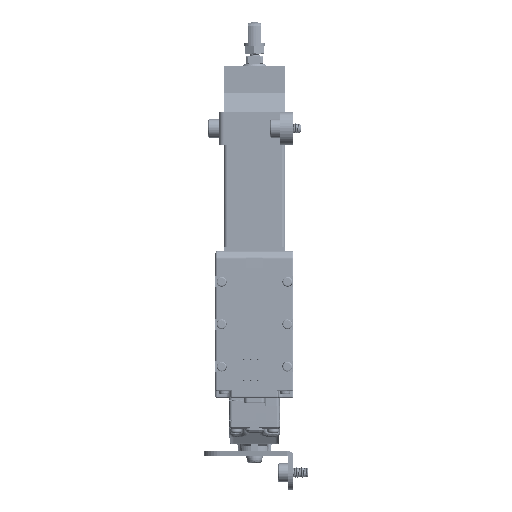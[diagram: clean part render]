
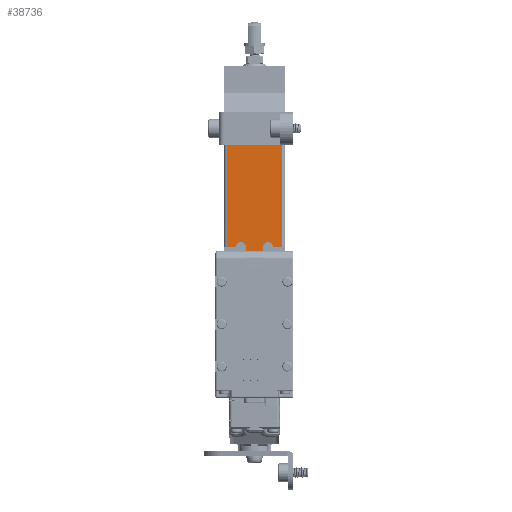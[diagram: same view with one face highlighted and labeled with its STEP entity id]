
A CAD part, front view. The second image highlights one B-rep face of the part: STEP entity #38736.
In plain terms, the highlighted face is planar.
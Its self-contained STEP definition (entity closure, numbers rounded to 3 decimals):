
#485 = VERTEX_POINT ( 'NONE', #32733 ) ;
#733 = VERTEX_POINT ( 'NONE', #29921 ) ;
#905 = EDGE_CURVE ( 'NONE', #103056, #80254, #82933, .T. ) ;
#4541 = EDGE_CURVE ( 'NONE', #54089, #122591, #13066, .T. ) ;
#4687 = EDGE_CURVE ( 'NONE', #122591, #59016, #47514, .T. ) ;
#4749 = LINE ( 'NONE', #55811, #111725 ) ;
#5605 = CARTESIAN_POINT ( 'NONE',  ( 4., 5.5, 91. ) ) ;
#7601 = ORIENTED_EDGE ( 'NONE', *, *, #905, .F. ) ;
#9991 = CARTESIAN_POINT ( 'NONE',  ( 4., 4., 91. ) ) ;
#10243 = DIRECTION ( 'NONE',  ( -1., 0., 0. ) ) ;
#10660 = ORIENTED_EDGE ( 'NONE', *, *, #129304, .T. ) ;
#11526 = CARTESIAN_POINT ( 'NONE',  ( 4., -2.5, 91. ) ) ;
#11777 = CARTESIAN_POINT ( 'NONE',  ( 4., -9., 126.6 ) ) ;
#13066 = LINE ( 'NONE', #11777, #113803 ) ;
#14883 = AXIS2_PLACEMENT_3D ( 'NONE', #77806, #38685, #68524 ) ;
#19186 = EDGE_CURVE ( 'NONE', #97777, #485, #90004, .T. ) ;
#20262 = AXIS2_PLACEMENT_3D ( 'NONE', #23019, #22370, #83348 ) ;
#21471 = CARTESIAN_POINT ( 'NONE',  ( 4., 4., 91. ) ) ;
#21674 = VERTEX_POINT ( 'NONE', #52774 ) ;
#21799 = AXIS2_PLACEMENT_3D ( 'NONE', #9991, #50454, #90846 ) ;
#22370 = DIRECTION ( 'NONE',  ( -1., 0., 0. ) ) ;
#23019 = CARTESIAN_POINT ( 'NONE',  ( 4., -4., 91. ) ) ;
#23292 = CARTESIAN_POINT ( 'NONE',  ( 4., 8., 126.6 ) ) ;
#25758 = AXIS2_PLACEMENT_3D ( 'NONE', #21471, #10243, #30094 ) ;
#29921 = CARTESIAN_POINT ( 'NONE',  ( 4., 2.5, 86.2 ) ) ;
#30094 = DIRECTION ( 'NONE',  ( 0., 0., -1. ) ) ;
#32733 = CARTESIAN_POINT ( 'NONE',  ( 4., 8., 91. ) ) ;
#34549 = DIRECTION ( 'NONE',  ( 0., 0., -1. ) ) ;
#35084 = EDGE_CURVE ( 'NONE', #50966, #54930, #100171, .T. ) ;
#36390 = CARTESIAN_POINT ( 'NONE',  ( 4., -2.5, 86.2 ) ) ;
#37386 = CARTESIAN_POINT ( 'NONE',  ( 4., 4., 92.5 ) ) ;
#38502 = EDGE_CURVE ( 'NONE', #106025, #21674, #75345, .T. ) ;
#38685 = DIRECTION ( 'NONE',  ( -1., 0., 0. ) ) ;
#38736 = ADVANCED_FACE ( 'NONE', ( #40811 ), #100500, .T. ) ;
#40811 = FACE_OUTER_BOUND ( 'NONE', #95812, .T. ) ;
#42240 = CARTESIAN_POINT ( 'NONE',  ( 4., -5.5, 86.2 ) ) ;
#42409 = CIRCLE ( 'NONE', #14883, 1.5 ) ;
#43205 = CARTESIAN_POINT ( 'NONE',  ( 4., -2.5, 90.5 ) ) ;
#45178 = LINE ( 'NONE', #87517, #95093 ) ;
#45960 = ORIENTED_EDGE ( 'NONE', *, *, #96419, .T. ) ;
#46321 = VECTOR ( 'NONE', #63101, 1000. ) ;
#47137 = ORIENTED_EDGE ( 'NONE', *, *, #103558, .T. ) ;
#47514 = LINE ( 'NONE', #66727, #90510 ) ;
#48038 = EDGE_CURVE ( 'NONE', #54930, #97777, #97604, .T. ) ;
#50454 = DIRECTION ( 'NONE',  ( -1., 0., 0. ) ) ;
#50543 = ORIENTED_EDGE ( 'NONE', *, *, #19186, .T. ) ;
#50966 = VERTEX_POINT ( 'NONE', #114659 ) ;
#52774 = CARTESIAN_POINT ( 'NONE',  ( 4., -4., 92.5 ) ) ;
#52899 = VECTOR ( 'NONE', #80064, 1000. ) ;
#54089 = VERTEX_POINT ( 'NONE', #115552 ) ;
#54930 = VERTEX_POINT ( 'NONE', #37386 ) ;
#55811 = CARTESIAN_POINT ( 'NONE',  ( 4., -5.5, 91. ) ) ;
#58112 = DIRECTION ( 'NONE',  ( 0., 0., -1. ) ) ;
#58133 = DIRECTION ( 'NONE',  ( 0., 0., -1. ) ) ;
#59016 = VERTEX_POINT ( 'NONE', #68918 ) ;
#59068 = CARTESIAN_POINT ( 'NONE',  ( 4., -8., 126.6 ) ) ;
#63101 = DIRECTION ( 'NONE',  ( 0., 0., 1. ) ) ;
#64688 = CARTESIAN_POINT ( 'NONE',  ( 4., -5.5, 91. ) ) ;
#66727 = CARTESIAN_POINT ( 'NONE',  ( 4., -8., 44.2 ) ) ;
#68524 = DIRECTION ( 'NONE',  ( 0., 0., -1. ) ) ;
#68918 = CARTESIAN_POINT ( 'NONE',  ( 4., -8., 91. ) ) ;
#73092 = ORIENTED_EDGE ( 'NONE', *, *, #4541, .T. ) ;
#73460 = ORIENTED_EDGE ( 'NONE', *, *, #38502, .T. ) ;
#75345 = CIRCLE ( 'NONE', #20262, 1.5 ) ;
#77806 = CARTESIAN_POINT ( 'NONE',  ( 4., -4., 91. ) ) ;
#79945 = DIRECTION ( 'NONE',  ( 1., 0., 0. ) ) ;
#80064 = DIRECTION ( 'NONE',  ( 0., 1., 0. ) ) ;
#80254 = VERTEX_POINT ( 'NONE', #11526 ) ;
#80863 = DIRECTION ( 'NONE',  ( 0., 1., 0. ) ) ;
#82711 = EDGE_CURVE ( 'NONE', #50966, #733, #45178, .T. ) ;
#82933 = LINE ( 'NONE', #43205, #130078 ) ;
#83348 = DIRECTION ( 'NONE',  ( 0., 0., -1. ) ) ;
#83963 = LINE ( 'NONE', #42240, #94584 ) ;
#87517 = CARTESIAN_POINT ( 'NONE',  ( 4., 2.5, 90.5 ) ) ;
#88762 = ORIENTED_EDGE ( 'NONE', *, *, #82711, .F. ) ;
#90004 = LINE ( 'NONE', #130467, #52899 ) ;
#90510 = VECTOR ( 'NONE', #58112, 1000. ) ;
#90846 = DIRECTION ( 'NONE',  ( 0., 0., -1. ) ) ;
#91977 = DIRECTION ( 'NONE',  ( 0., 1., 0. ) ) ;
#94584 = VECTOR ( 'NONE', #91977, 1000. ) ;
#95093 = VECTOR ( 'NONE', #34549, 1000. ) ;
#95271 = DIRECTION ( 'NONE',  ( 0., -1., 0. ) ) ;
#95531 = DIRECTION ( 'NONE',  ( 0., 0., 1. ) ) ;
#95812 = EDGE_LOOP ( 'NONE', ( #73460, #47137, #7601, #45960, #88762, #111290, #101180, #50543, #10660, #73092, #123102, #128296 ) ) ;
#96419 = EDGE_CURVE ( 'NONE', #103056, #733, #83963, .T. ) ;
#97604 = CIRCLE ( 'NONE', #25758, 1.5 ) ;
#97777 = VERTEX_POINT ( 'NONE', #5605 ) ;
#100171 = CIRCLE ( 'NONE', #21799, 1.5 ) ;
#100500 = PLANE ( 'NONE',  #121906 ) ;
#101180 = ORIENTED_EDGE ( 'NONE', *, *, #48038, .T. ) ;
#103056 = VERTEX_POINT ( 'NONE', #36390 ) ;
#103558 = EDGE_CURVE ( 'NONE', #21674, #80254, #42409, .T. ) ;
#106025 = VERTEX_POINT ( 'NONE', #64688 ) ;
#111290 = ORIENTED_EDGE ( 'NONE', *, *, #35084, .T. ) ;
#111725 = VECTOR ( 'NONE', #80863, 1000. ) ;
#113803 = VECTOR ( 'NONE', #95271, 1000. ) ;
#114125 = LINE ( 'NONE', #23292, #46321 ) ;
#114659 = CARTESIAN_POINT ( 'NONE',  ( 4., 2.5, 91. ) ) ;
#114729 = EDGE_CURVE ( 'NONE', #59016, #106025, #4749, .T. ) ;
#115552 = CARTESIAN_POINT ( 'NONE',  ( 4., 8., 126.6 ) ) ;
#120382 = CARTESIAN_POINT ( 'NONE',  ( 4., -5.5, 44.2 ) ) ;
#121906 = AXIS2_PLACEMENT_3D ( 'NONE', #120382, #79945, #58133 ) ;
#122591 = VERTEX_POINT ( 'NONE', #59068 ) ;
#123102 = ORIENTED_EDGE ( 'NONE', *, *, #4687, .T. ) ;
#128296 = ORIENTED_EDGE ( 'NONE', *, *, #114729, .T. ) ;
#129304 = EDGE_CURVE ( 'NONE', #485, #54089, #114125, .T. ) ;
#130078 = VECTOR ( 'NONE', #95531, 1000. ) ;
#130467 = CARTESIAN_POINT ( 'NONE',  ( 4., -5.5, 91. ) ) ;
